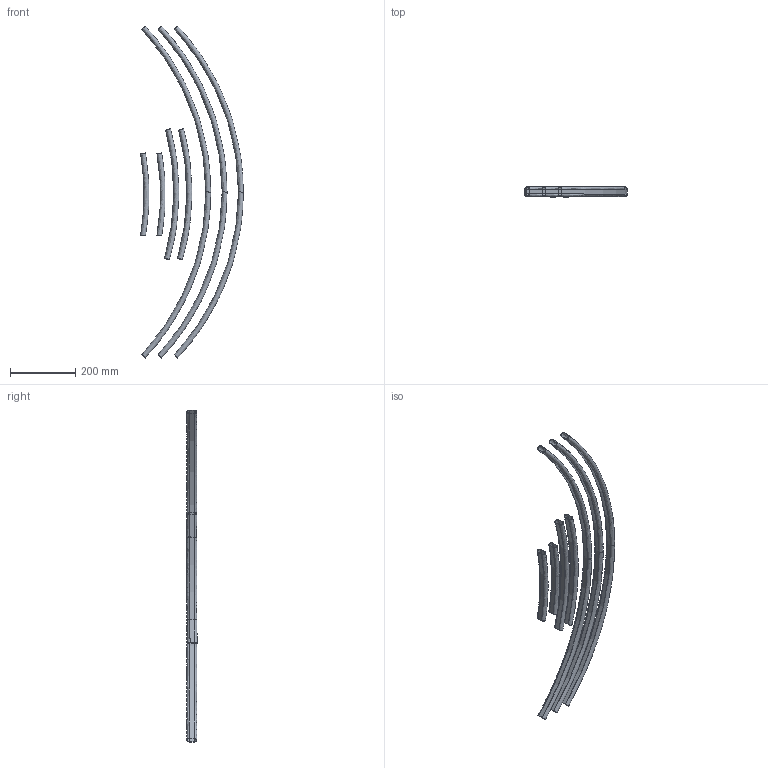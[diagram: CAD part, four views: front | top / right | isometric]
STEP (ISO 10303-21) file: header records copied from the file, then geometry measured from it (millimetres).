
FILE_DESCRIPTION(/* description */ (''),/* implementation_level */ '2;1');
FILE_NAME(/* name */ 'tubing update 1 set.step',/* time_stamp */ '2018-01-21T12:48:33-05:00',/* author */ ('Whiteheadpauld'),/* organization */ (''),/* preprocessor_version */ 'ST-DEVELOPER v16.13',/* originating_system */ 'Autodesk Translation Framework v6.5.0.72',/* authorisation */ '');
FILE_SCHEMA (('AUTOMOTIVE_DESIGN { 1 0 10303 214 3 1 1 }'));
Length unit declared in the file: millimetre
Products named in the file (2): tubing update; Component1
Assembly tree (1 placements, depth 2):
  tubing update
    Component1
Bounding box: 315.24 x 32.27 x 1018.77 mm (x, y, z)
Volume: 343002.6 mm3; surface area: 687672.9 mm2
Topology: 7 solids, 7 shells, 82 faces, 204 edges, 136 vertices
Faces by surface type: bspline 40, cylinder 28, plane 14
Entity records: 4579 total; most frequent: CARTESIAN_POINT 2661, ORIENTED_EDGE 408, DIRECTION 378, EDGE_CURVE 204, AXIS2_PLACEMENT_3D 173, VERTEX_POINT 136, CIRCLE 104, EDGE_LOOP 96
